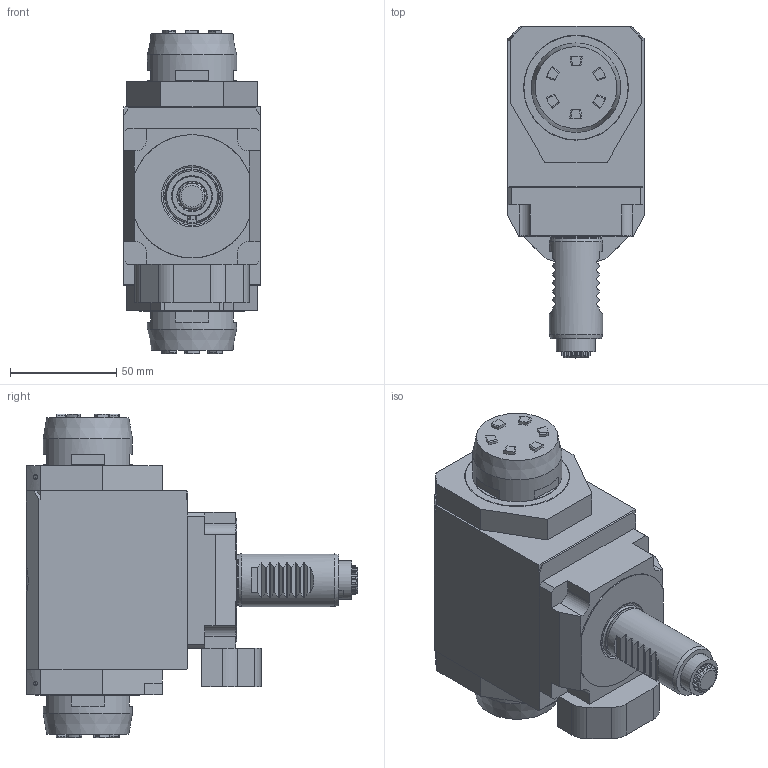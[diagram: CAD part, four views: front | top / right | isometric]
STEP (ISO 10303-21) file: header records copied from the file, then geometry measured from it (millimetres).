
FILE_DESCRIPTION (( 'STEP AP214' ), '1' );
FILE_NAME ('RRPPTH25I221US3R25.STEP', '2026-02-02T12:44:38', ( '' ), ( '' ), 'SwSTEP 2.0', 'SolidWorks 2023', '' );
FILE_SCHEMA (( 'AUTOMOTIVE_DESIGN' ));
Length unit declared in the file: millimetre
Products named in the file (1): RRPPTH25I221US3R25
Bounding box: 64 x 156 x 152.3 mm (x, y, z)
Volume: 674180.1 mm3; surface area: 59889.9 mm2
Topology: 1 solids, 1 shells, 883 faces, 2458 edges, 1617 vertices
Faces by surface type: plane 530, cylinder 167, bspline 133, cone 48, torus 5
Full cylindrical faces by diameter (mm): 1.7 x1, 2.1 x1, 6.366 x1, 11 x2, 22 x1, 24.1 x1, 25 x1, 42 x2
Entity records: 39702 total; most frequent: CARTESIAN_POINT 14243, ORIENTED_EDGE 4844, DIRECTION 3853, EDGE_CURVE 2422, VERTEX_POINT 1605, LINE 1461, VECTOR 1461, AXIS2_PLACEMENT_3D 1196
